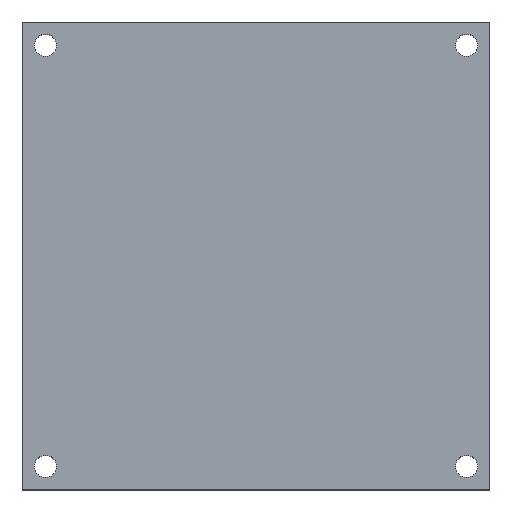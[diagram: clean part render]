
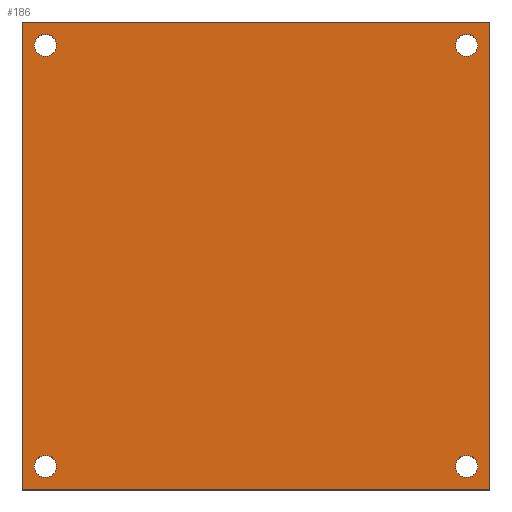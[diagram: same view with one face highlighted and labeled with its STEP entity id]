
A CAD part, top view. The second image highlights one B-rep face of the part: STEP entity #186.
In plain terms, the highlighted planar face has unit normal (0, 0, 1).
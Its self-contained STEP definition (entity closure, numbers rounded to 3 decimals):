
#17=LINE('',#285,#29);
#20=LINE('',#291,#32);
#23=LINE('',#297,#35);
#26=LINE('',#301,#38);
#29=VECTOR('',#237,38.);
#32=VECTOR('',#242,38.);
#35=VECTOR('',#247,38.);
#38=VECTOR('',#252,38.);
#44=PLANE('',#206);
#53=FACE_BOUND('',#85,.T.);
#54=FACE_BOUND('',#86,.T.);
#55=FACE_BOUND('',#87,.T.);
#56=FACE_BOUND('',#88,.T.);
#66=FACE_OUTER_BOUND('',#84,.T.);
#84=EDGE_LOOP('',(#165,#166,#167,#168));
#85=EDGE_LOOP('',(#169));
#86=EDGE_LOOP('',(#170));
#87=EDGE_LOOP('',(#171));
#88=EDGE_LOOP('',(#172));
#90=CIRCLE('',#191,0.9);
#92=CIRCLE('',#194,0.9);
#94=CIRCLE('',#197,0.9);
#96=CIRCLE('',#200,0.9);
#98=VERTEX_POINT('',#261);
#100=VERTEX_POINT('',#266);
#102=VERTEX_POINT('',#271);
#104=VERTEX_POINT('',#276);
#107=VERTEX_POINT('',#282);
#108=VERTEX_POINT('',#284);
#110=VERTEX_POINT('',#290);
#112=VERTEX_POINT('',#296);
#114=EDGE_CURVE('',#98,#98,#90,.T.);
#116=EDGE_CURVE('',#100,#100,#92,.T.);
#118=EDGE_CURVE('',#102,#102,#94,.T.);
#120=EDGE_CURVE('',#104,#104,#96,.T.);
#123=EDGE_CURVE('',#108,#107,#17,.T.);
#126=EDGE_CURVE('',#110,#108,#20,.T.);
#129=EDGE_CURVE('',#112,#110,#23,.T.);
#132=EDGE_CURVE('',#107,#112,#26,.T.);
#165=ORIENTED_EDGE('',*,*,#132,.T.);
#166=ORIENTED_EDGE('',*,*,#129,.T.);
#167=ORIENTED_EDGE('',*,*,#126,.T.);
#168=ORIENTED_EDGE('',*,*,#123,.T.);
#169=ORIENTED_EDGE('',*,*,#114,.T.);
#170=ORIENTED_EDGE('',*,*,#116,.T.);
#171=ORIENTED_EDGE('',*,*,#118,.T.);
#172=ORIENTED_EDGE('',*,*,#120,.T.);
#186=ADVANCED_FACE('',(#66,#53,#54,#55,#56),#44,.T.);
#191=AXIS2_PLACEMENT_3D('',#262,#213,#214);
#194=AXIS2_PLACEMENT_3D('',#267,#219,#220);
#197=AXIS2_PLACEMENT_3D('',#272,#225,#226);
#200=AXIS2_PLACEMENT_3D('',#277,#231,#232);
#206=AXIS2_PLACEMENT_3D('',#303,#255,#256);
#213=DIRECTION('center_axis',(0.,0.,-1.));
#214=DIRECTION('ref_axis',(1.,0.,0.));
#219=DIRECTION('center_axis',(0.,0.,-1.));
#220=DIRECTION('ref_axis',(1.,0.,0.));
#225=DIRECTION('center_axis',(0.,0.,-1.));
#226=DIRECTION('ref_axis',(1.,0.,0.));
#231=DIRECTION('center_axis',(0.,0.,-1.));
#232=DIRECTION('ref_axis',(1.,0.,0.));
#237=DIRECTION('',(0.,1.,0.));
#242=DIRECTION('',(1.,0.,0.));
#247=DIRECTION('',(0.,-1.,0.));
#252=DIRECTION('',(-1.,0.,0.));
#255=DIRECTION('center_axis',(0.,0.,1.));
#256=DIRECTION('ref_axis',(1.,0.,0.));
#261=CARTESIAN_POINT('',(18.,-17.1,8.));
#262=CARTESIAN_POINT('Origin',(17.1,-17.1,8.));
#266=CARTESIAN_POINT('',(-16.2,17.1,8.));
#267=CARTESIAN_POINT('Origin',(-17.1,17.1,8.));
#271=CARTESIAN_POINT('',(18.,17.1,8.));
#272=CARTESIAN_POINT('Origin',(17.1,17.1,8.));
#276=CARTESIAN_POINT('',(-16.2,-17.1,8.));
#277=CARTESIAN_POINT('Origin',(-17.1,-17.1,8.));
#282=CARTESIAN_POINT('',(19.,19.,8.));
#284=CARTESIAN_POINT('',(19.,-19.,8.));
#285=CARTESIAN_POINT('',(19.,19.,8.));
#290=CARTESIAN_POINT('',(-19.,-19.,8.));
#291=CARTESIAN_POINT('',(19.,-19.,8.));
#296=CARTESIAN_POINT('',(-19.,19.,8.));
#297=CARTESIAN_POINT('',(-19.,-19.,8.));
#301=CARTESIAN_POINT('',(-19.,19.,8.));
#303=CARTESIAN_POINT('Origin',(0.,0.,8.));
